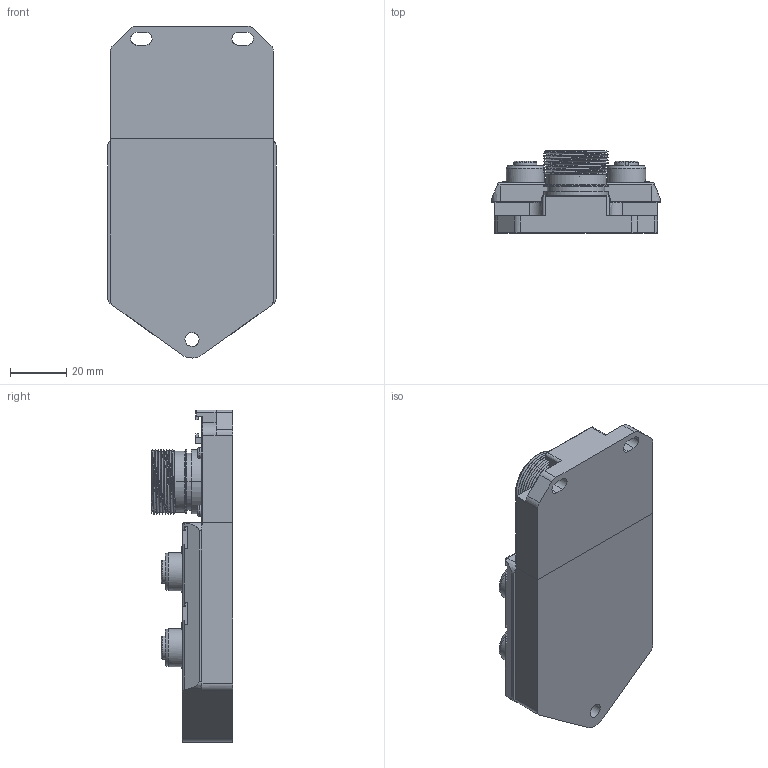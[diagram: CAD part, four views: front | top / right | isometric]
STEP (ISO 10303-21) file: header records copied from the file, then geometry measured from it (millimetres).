
FILE_DESCRIPTION( ('This file contains a STEP AP42 implementation' ,'as created by ZW3D STEP Interface translator.') ,'2;1' );
FILE_NAME( 'ALTR4-5-4XX-T12.stp' ,'211222.15 429', (''), ('ZWCAD Software Co.'), 'Version 1.0', 'ZW3D to STEP translator', '' );
FILE_SCHEMA(('AUTOMOTIVE_DESIGN'));
Length unit declared in the file: millimetre
Products named in the file (3): 0; ALTR4-5-4XX-T12; T12
Assembly tree (1 placements, depth 2):
  0
  ALTR4-5-4XX-T12
    T12
Bounding box: 60 x 29.1 x 118.03 mm (x, y, z)
Volume: 100394.8 mm3; surface area: 27573.7 mm2
Topology: 2 solids, 2 shells, 759 faces, 1937 edges, 1280 vertices
Faces by surface type: bspline 759
Entity records: 35100 total; most frequent: CARTESIAN_POINT 22738, ORIENTED_EDGE 3844, EDGE_CURVE 1922, B_SPLINE_CURVE_WITH_KNOTS 1496, VERTEX_POINT 1280, EDGE_LOOP 878, FACE_OUTER_BOUND 759, ADVANCED_FACE 759
